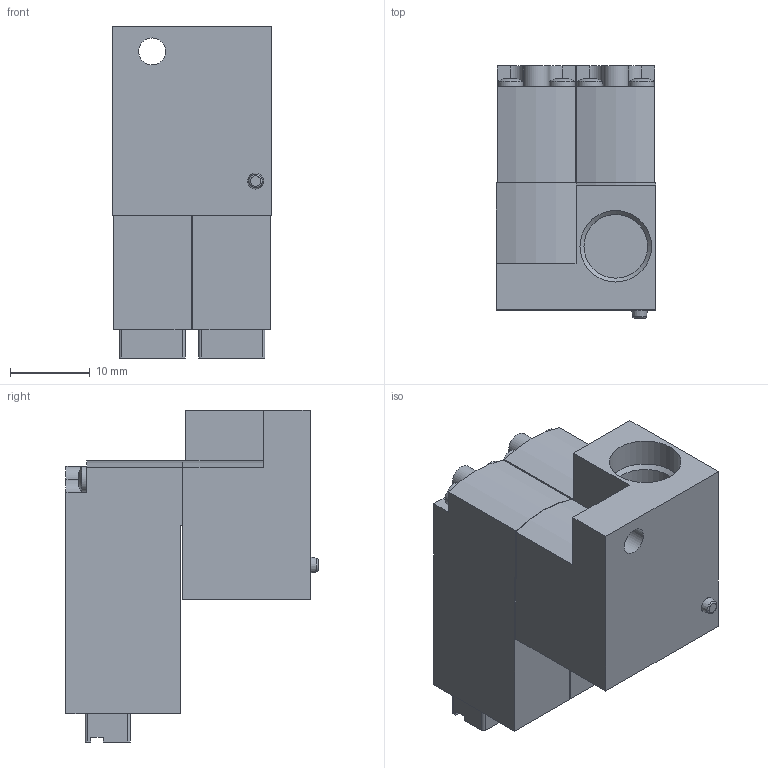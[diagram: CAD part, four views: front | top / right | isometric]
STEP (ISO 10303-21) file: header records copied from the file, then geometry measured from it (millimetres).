
FILE_DESCRIPTION(/* description */ ('STEP AP214'),/* implementation_level */ '2;1');
FILE_NAME(/* name */ '563365_MHA1-2X2_2G-15',/* time_stamp */ '2024-09-05T10:45:12+02:00',/* author */ ('License CC BY-ND 4.0'),/* organization */ ('CADENAS'),/* preprocessor_version */ 'ST-DEVELOPER v19.3',/* originating_system */ 'PARTsolutions',/* authorisation */ ' ');
FILE_SCHEMA (('AUTOMOTIVE_DESIGN {1 0 10303 214 3 1 1}'));
Length unit declared in the file: millimetre
Products named in the file (4): 563365 MHA1-2X2/2G-1,5; MHA13_AP; 557864 MHA1-M1LCH-2/2G-1.5-HC_p; 709118 PT-R-TP-1.6x16-PT10
Assembly tree (7 placements, depth 2):
  563365 MHA1-2X2/2G-1,5
    MHA13_AP
    557864 MHA1-M1LCH-2/2G-1.5-HC_p  x2
    709118 PT-R-TP-1.6x16-PT10  x4
Bounding box: 20 x 31.7 x 41.75 mm (x, y, z)
Volume: 14549 mm3; surface area: 7840.5 mm2
Topology: 7 solids, 7 shells, 295 faces, 713 edges, 466 vertices
Faces by surface type: plane 147, cylinder 117, cone 18, torus 9, sphere 4
Full cylindrical faces by diameter (mm): 1.31 x4, 1.585 x4, 1.6 x4, 1.8 x8, 3.1 x2, 3.2 x4, 3.3 x2, 3.4 x1, 8 x3, 9 x3
Entity records: 4756 total; most frequent: CARTESIAN_POINT 732, DIRECTION 718, ORIENTED_EDGE 614, EDGE_CURVE 307, AXIS2_PLACEMENT_3D 265, VERTEX_POINT 225, FACE_BOUND 218, EDGE_LOOP 217
